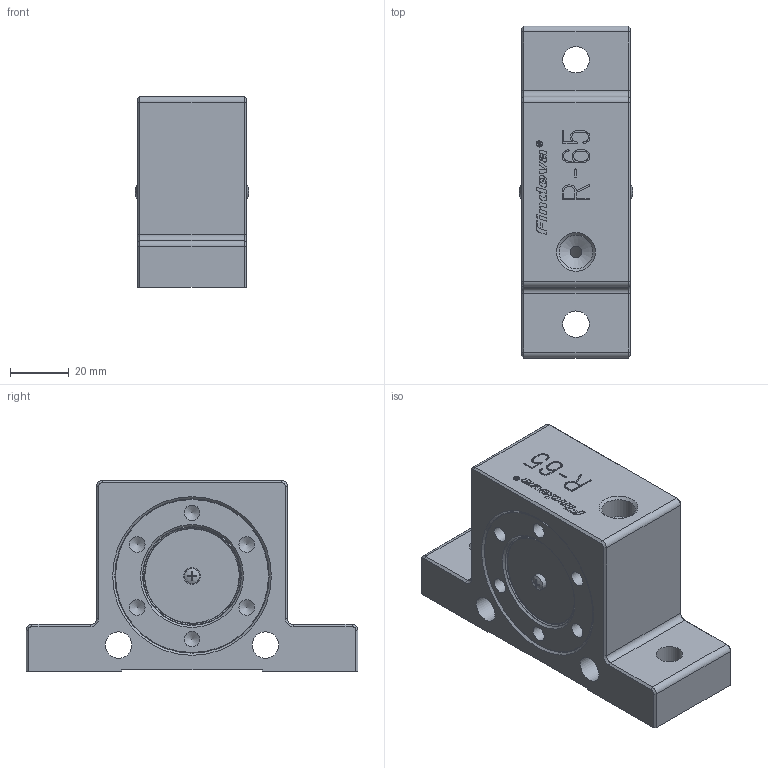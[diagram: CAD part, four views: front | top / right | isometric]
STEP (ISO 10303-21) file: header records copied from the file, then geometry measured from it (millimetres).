
FILE_DESCRIPTION((''),'2;1');
FILE_NAME('3065-00-M.stp','2012-03-28T16:52:48',('Petr'),(''),'Autodesk Inventor 2011','Autodesk Inventor 2011','');
FILE_SCHEMA(('CONFIG_CONTROL_DESIGN'));
Length unit declared in the file: millimetre
Products named in the file (1): 3065-00-M
Bounding box: 38.64 x 113 x 65 mm (x, y, z)
Volume: 167073.1 mm3; surface area: 31249.7 mm2
Topology: 1 solids, 5 shells, 385 faces, 974 edges, 639 vertices
Faces by surface type: plane 192, cylinder 97, cone 74, torus 12, bspline 8, sphere 2
Full cylindrical faces by diameter (mm): 1.877 x1, 2.087 x1, 2.5 x14, 2.9 x2, 3.4 x2, 4 x2, 5.3 x12, 9 x4, 11.445 x2
Entity records: 11443 total; most frequent: CARTESIAN_POINT 2397, DIRECTION 1805, ORIENTED_EDGE 1678, EDGE_CURVE 839, AXIS2_PLACEMENT_3D 660, VERTEX_POINT 594, EDGE_LOOP 531, VECTOR 485
